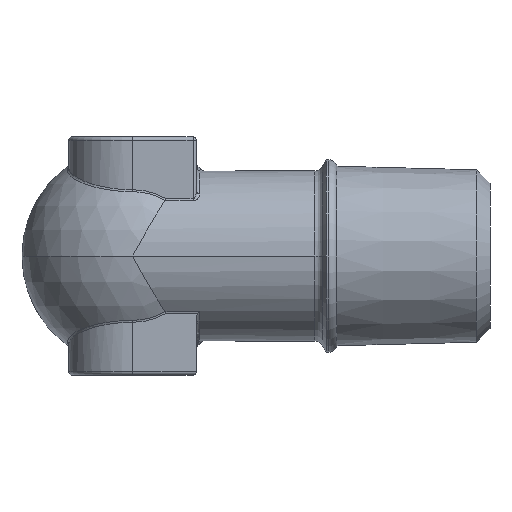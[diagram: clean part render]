
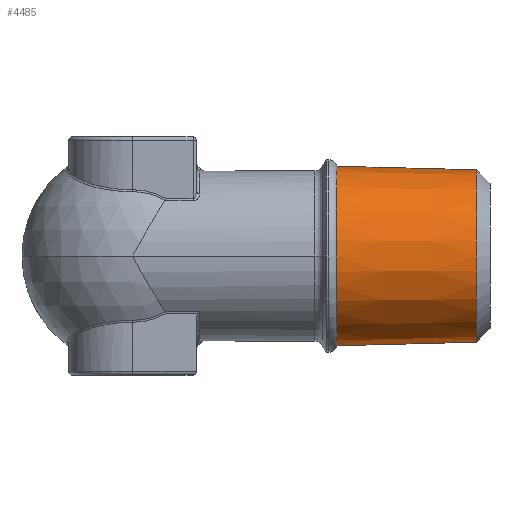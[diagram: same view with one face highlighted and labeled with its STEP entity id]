
A CAD part, left-side view. The second image highlights one B-rep face of the part: STEP entity #4485.
In plain terms, the highlighted conical face has half-angle 1.47 degrees and reference radius 5.275 mm.
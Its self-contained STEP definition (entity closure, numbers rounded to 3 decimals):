
#48 = AXIS2_PLACEMENT_3D ( 'NONE', #638, #857, #650 ) ;
#638 = CARTESIAN_POINT ( 'NONE',  ( 0., -12., 0. ) ) ;
#650 = DIRECTION ( 'NONE',  ( 0., 0., 1. ) ) ;
#857 = DIRECTION ( 'NONE',  ( 0., 1., 0. ) ) ;
#1003 = EDGE_CURVE ( 'NONE', #3243, #3550, #3273, .T. ) ;
#1015 = AXIS2_PLACEMENT_3D ( 'NONE', #3514, #3515, #3577 ) ;
#1066 = EDGE_LOOP ( 'NONE', ( #4414, #4415, #4416, #4417 ) ) ;
#1128 = EDGE_CURVE ( 'NONE', #3472, #3550, #3320, .T. ) ;
#1155 = EDGE_CURVE ( 'NONE', #3242, #3472, #4357, .T. ) ;
#1158 = EDGE_CURVE ( 'NONE', #3242, #3243, #4362, .T. ) ;
#1524 = CARTESIAN_POINT ( 'NONE',  ( 0., -20.2, 5.064 ) ) ;
#1542 = CARTESIAN_POINT ( 'NONE',  ( 0., -12., -5.275 ) ) ;
#1645 = CARTESIAN_POINT ( 'NONE',  ( 0., -20.2, -5.064 ) ) ;
#1943 = CARTESIAN_POINT ( 'NONE',  ( 0., -12., 5.275 ) ) ;
#2765 = AXIS2_PLACEMENT_3D ( 'NONE', #3233, #3234, #3081 ) ;
#2883 = FACE_OUTER_BOUND ( 'NONE', #1066, .T. ) ;
#2884 = CONICAL_SURFACE ( 'NONE', #48, 5.275, 0.026 ) ;
#3081 = DIRECTION ( 'NONE',  ( 0., 0., -1. ) ) ;
#3150 = DIRECTION ( 'NONE',  ( 0., 1., 0.026 ) ) ;
#3151 = CARTESIAN_POINT ( 'NONE',  ( 0., -12., 5.275 ) ) ;
#3233 = CARTESIAN_POINT ( 'NONE',  ( 0., -12., 0. ) ) ;
#3234 = DIRECTION ( 'NONE',  ( 0., -1., 0. ) ) ;
#3242 = VERTEX_POINT ( 'NONE', #1524 ) ;
#3243 = VERTEX_POINT ( 'NONE', #1645 ) ;
#3273 = LINE ( 'NONE', #3420, #3277 ) ;
#3277 = VECTOR ( 'NONE', #3580, 1000. ) ;
#3320 = CIRCLE ( 'NONE', #2765, 5.275 ) ;
#3420 = CARTESIAN_POINT ( 'NONE',  ( 0., -12., -5.275 ) ) ;
#3472 = VERTEX_POINT ( 'NONE', #1943 ) ;
#3514 = CARTESIAN_POINT ( 'NONE',  ( 0., -20.2, 0. ) ) ;
#3515 = DIRECTION ( 'NONE',  ( 0., -1., 0. ) ) ;
#3550 = VERTEX_POINT ( 'NONE', #1542 ) ;
#3577 = DIRECTION ( 'NONE',  ( 0., 0., -1. ) ) ;
#3580 = DIRECTION ( 'NONE',  ( 0., 1., -0.026 ) ) ;
#4357 = LINE ( 'NONE', #3151, #4358 ) ;
#4358 = VECTOR ( 'NONE', #3150, 1000. ) ;
#4362 = CIRCLE ( 'NONE', #1015, 5.064 ) ;
#4414 = ORIENTED_EDGE ( 'NONE', *, *, #1003, .F. ) ;
#4415 = ORIENTED_EDGE ( 'NONE', *, *, #1158, .F. ) ;
#4416 = ORIENTED_EDGE ( 'NONE', *, *, #1155, .T. ) ;
#4417 = ORIENTED_EDGE ( 'NONE', *, *, #1128, .T. ) ;
#4485 = ADVANCED_FACE ( 'NONE', ( #2883 ), #2884, .T. ) ;
